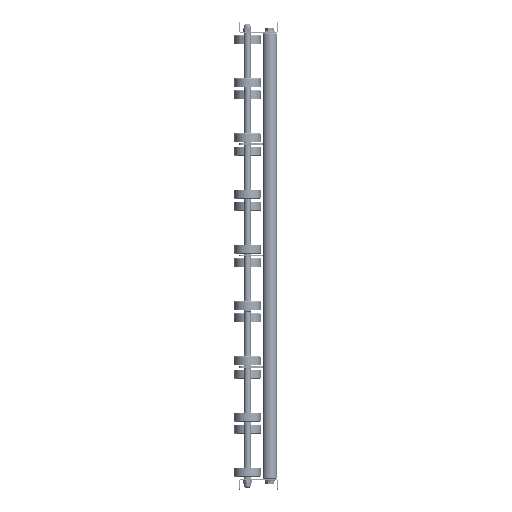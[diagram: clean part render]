
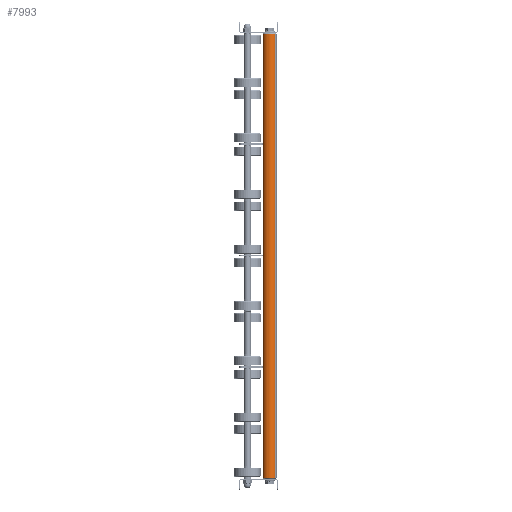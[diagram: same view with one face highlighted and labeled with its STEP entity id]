
A CAD part, left-side view. The second image highlights one B-rep face of the part: STEP entity #7993.
In plain terms, the highlighted cylindrical face has radius 12.5 mm (diameter 25 mm), a partial arc.
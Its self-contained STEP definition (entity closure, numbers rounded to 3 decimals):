
#270 = DIRECTION ( 'NONE',  ( 0., 0., -1. ) ) ;
#426 = EDGE_CURVE ( 'NONE', #15818, #4076, #11535, .T. ) ;
#1088 = EDGE_CURVE ( 'NONE', #14011, #3029, #27877, .T. ) ;
#1134 = EDGE_CURVE ( 'NONE', #3029, #4076, #19864, .T. ) ;
#1289 = FACE_OUTER_BOUND ( 'NONE', #25906, .T. ) ;
#1483 = CIRCLE ( 'NONE', #17159, 12.5 ) ;
#2946 = ORIENTED_EDGE ( 'NONE', *, *, #1088, .T. ) ;
#3029 = VERTEX_POINT ( 'NONE', #13820 ) ;
#3109 = DIRECTION ( 'NONE',  ( 1., 0., 0. ) ) ;
#3256 = CARTESIAN_POINT ( 'NONE',  ( 1., 0., 0. ) ) ;
#4022 = CARTESIAN_POINT ( 'NONE',  ( 799., 0., 0. ) ) ;
#4076 = VERTEX_POINT ( 'NONE', #9990 ) ;
#4339 = EDGE_CURVE ( 'NONE', #15818, #14011, #1483, .T. ) ;
#6195 = DIRECTION ( 'NONE',  ( -1., 0., 0. ) ) ;
#6582 = ORIENTED_EDGE ( 'NONE', *, *, #426, .F. ) ;
#7993 = ADVANCED_FACE ( 'NONE', ( #1289 ), #29130, .T. ) ;
#9167 = CARTESIAN_POINT ( 'NONE',  ( 800., 0., -12.5 ) ) ;
#9278 = DIRECTION ( 'NONE',  ( -1., 0., 0. ) ) ;
#9990 = CARTESIAN_POINT ( 'NONE',  ( 1., 0., -12.5 ) ) ;
#11535 = LINE ( 'NONE', #9167, #16997 ) ;
#11783 = AXIS2_PLACEMENT_3D ( 'NONE', #3256, #3109, #12625 ) ;
#12625 = DIRECTION ( 'NONE',  ( 0., 0., -1. ) ) ;
#13820 = CARTESIAN_POINT ( 'NONE',  ( 1., 0., 12.5 ) ) ;
#14011 = VERTEX_POINT ( 'NONE', #21531 ) ;
#15818 = VERTEX_POINT ( 'NONE', #24413 ) ;
#16997 = VECTOR ( 'NONE', #24501, 1000. ) ;
#17159 = AXIS2_PLACEMENT_3D ( 'NONE', #4022, #24564, #270 ) ;
#19783 = ORIENTED_EDGE ( 'NONE', *, *, #4339, .T. ) ;
#19864 = CIRCLE ( 'NONE', #11783, 12.5 ) ;
#21531 = CARTESIAN_POINT ( 'NONE',  ( 799., 0., 12.5 ) ) ;
#21818 = DIRECTION ( 'NONE',  ( 0., 0., 1. ) ) ;
#23098 = ORIENTED_EDGE ( 'NONE', *, *, #1134, .T. ) ;
#24413 = CARTESIAN_POINT ( 'NONE',  ( 799., 0., -12.5 ) ) ;
#24501 = DIRECTION ( 'NONE',  ( -1., 0., 0. ) ) ;
#24564 = DIRECTION ( 'NONE',  ( -1., 0., 0. ) ) ;
#25906 = EDGE_LOOP ( 'NONE', ( #6582, #19783, #2946, #23098 ) ) ;
#26317 = AXIS2_PLACEMENT_3D ( 'NONE', #28828, #6195, #21818 ) ;
#27877 = LINE ( 'NONE', #28019, #28427 ) ;
#28019 = CARTESIAN_POINT ( 'NONE',  ( 800., 0., 12.5 ) ) ;
#28427 = VECTOR ( 'NONE', #9278, 1000. ) ;
#28828 = CARTESIAN_POINT ( 'NONE',  ( 800., 0., 0. ) ) ;
#29130 = CYLINDRICAL_SURFACE ( 'NONE', #26317, 12.5 ) ;
